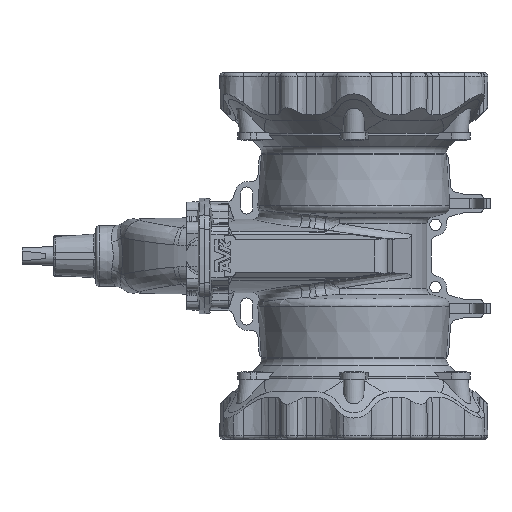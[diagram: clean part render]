
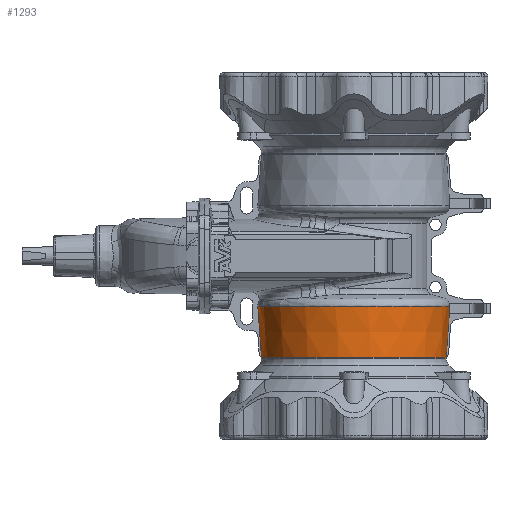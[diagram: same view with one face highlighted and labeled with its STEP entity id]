
A CAD part, left-side view. The second image highlights one B-rep face of the part: STEP entity #1293.
In plain terms, the highlighted conical face has half-angle 4 degrees and reference radius 141.719 mm.
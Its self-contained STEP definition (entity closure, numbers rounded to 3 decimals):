
#1293 = ADVANCED_FACE ( 'NONE', ( #19005 ), #19020, .T. ) ;
#1652 = EDGE_LOOP ( 'NONE', ( #35337, #35338, #35339, #35340, #35341, #35342, #35343, #35344, #35345, #35346 ) ) ;
#4860 = CIRCLE ( 'NONE', #32174, 141.719 ) ;
#4875 = LINE ( 'NONE', #26853, #4880 ) ;
#4879 = CIRCLE ( 'NONE', #32173, 140.955 ) ;
#4880 = VECTOR ( 'NONE', #26856, 1000. ) ;
#4882 = LINE ( 'NONE', #26914, #4886 ) ;
#4886 = VECTOR ( 'NONE', #26917, 1000. ) ;
#5666 = CIRCLE ( 'NONE', #32371, 136.371 ) ;
#7727 = VERTEX_POINT ( 'NONE', #40633 ) ;
#7747 = VERTEX_POINT ( 'NONE', #40653 ) ;
#7799 = VERTEX_POINT ( 'NONE', #40705 ) ;
#7838 = VERTEX_POINT ( 'NONE', #40744 ) ;
#7969 = VERTEX_POINT ( 'NONE', #40875 ) ;
#8023 = VERTEX_POINT ( 'NONE', #40929 ) ;
#8264 = VERTEX_POINT ( 'NONE', #41170 ) ;
#8417 = VERTEX_POINT ( 'NONE', #41323 ) ;
#19005 = FACE_OUTER_BOUND ( 'NONE', #1652, .T. ) ;
#19020 = CONICAL_SURFACE ( 'NONE', #48657, 141.719, 0.07 ) ;
#21928 = VERTEX_POINT ( 'NONE', #42427 ) ;
#21933 = VERTEX_POINT ( 'NONE', #42437 ) ;
#26243 = CARTESIAN_POINT ( 'NONE',  ( 0., 0., -150.552 ) ) ;
#26244 = DIRECTION ( 'NONE',  ( 0., 0., -1. ) ) ;
#26245 = DIRECTION ( 'NONE',  ( 0., 1., 0. ) ) ;
#26764 = EDGE_CURVE ( 'NONE', #21928, #8417, #4875, .T. ) ;
#26766 = EDGE_CURVE ( 'NONE', #8417, #8023, #32637, .T. ) ;
#26768 = EDGE_CURVE ( 'NONE', #7799, #8023, #32638, .T. ) ;
#26770 = EDGE_CURVE ( 'NONE', #7838, #7799, #4879, .T. ) ;
#26771 = EDGE_CURVE ( 'NONE', #7747, #7838, #32639, .T. ) ;
#26774 = EDGE_CURVE ( 'NONE', #7747, #7727, #4860, .T. ) ;
#26776 = EDGE_CURVE ( 'NONE', #7727, #7969, #32640, .T. ) ;
#26778 = EDGE_CURVE ( 'NONE', #7969, #8264, #32641, .T. ) ;
#26780 = EDGE_CURVE ( 'NONE', #21933, #8264, #4882, .T. ) ;
#26843 = CARTESIAN_POINT ( 'NONE',  ( -0.833, -136.477, -149.043 ) ) ;
#26853 = CARTESIAN_POINT ( 'NONE',  ( 0., -141.719, -74.072 ) ) ;
#26855 = CARTESIAN_POINT ( 'NONE',  ( 0., -136.477, -149.043 ) ) ;
#26856 = DIRECTION ( 'NONE',  ( 0., -0.07, 0.998 ) ) ;
#26858 = CARTESIAN_POINT ( 'NONE',  ( -2.5, -140.933, -85. ) ) ;
#26861 = CARTESIAN_POINT ( 'NONE',  ( -2.5, -139.439, -106.354 ) ) ;
#26862 = CARTESIAN_POINT ( 'NONE',  ( -1.667, -136.469, -149.05 ) ) ;
#26864 = CARTESIAN_POINT ( 'NONE',  ( -2.5, -136.452, -149.063 ) ) ;
#26867 = CARTESIAN_POINT ( 'NONE',  ( -2.5, 136.472, -148.788 ) ) ;
#26869 = CARTESIAN_POINT ( 'NONE',  ( -2.5, -137.946, -127.709 ) ) ;
#26871 = CARTESIAN_POINT ( 'NONE',  ( -2.5, -136.452, -149.063 ) ) ;
#26874 = CARTESIAN_POINT ( 'NONE',  ( -10., -141.366, -74.072 ) ) ;
#26876 = CARTESIAN_POINT ( 'NONE',  ( -10., -141.332, -74.556 ) ) ;
#26878 = CARTESIAN_POINT ( 'NONE',  ( 0., 0., -85. ) ) ;
#26879 = DIRECTION ( 'NONE',  ( 0., 0., 1. ) ) ;
#26881 = DIRECTION ( 'NONE',  ( -1., 0., 0. ) ) ;
#26884 = CARTESIAN_POINT ( 'NONE',  ( -10., -141.298, -75.04 ) ) ;
#26885 = CARTESIAN_POINT ( 'NONE',  ( -10., -141.264, -75.524 ) ) ;
#26887 = CARTESIAN_POINT ( 'NONE',  ( -10., -141.043, -78.683 ) ) ;
#26889 = CARTESIAN_POINT ( 'NONE',  ( -10., -140.821, -81.842 ) ) ;
#26891 = CARTESIAN_POINT ( 'NONE',  ( -10., -140.6, -85. ) ) ;
#26894 = CARTESIAN_POINT ( 'NONE',  ( -2.5, 141.697, -74.072 ) ) ;
#26896 = CARTESIAN_POINT ( 'NONE',  ( -2.5, 139.955, -98.977 ) ) ;
#26897 = CARTESIAN_POINT ( 'NONE',  ( 0., 0., -74.072 ) ) ;
#26899 = DIRECTION ( 'NONE',  ( 0., 0., -1. ) ) ;
#26901 = DIRECTION ( 'NONE',  ( 0., 1., 0. ) ) ;
#26903 = CARTESIAN_POINT ( 'NONE',  ( -1.667, 136.488, -148.774 ) ) ;
#26904 = CARTESIAN_POINT ( 'NONE',  ( -2.5, 138.213, -123.883 ) ) ;
#26906 = CARTESIAN_POINT ( 'NONE',  ( -2.5, 136.472, -148.788 ) ) ;
#26910 = CARTESIAN_POINT ( 'NONE',  ( -0.833, 136.496, -148.767 ) ) ;
#26912 = CARTESIAN_POINT ( 'NONE',  ( 0., 136.496, -148.767 ) ) ;
#26914 = CARTESIAN_POINT ( 'NONE',  ( 0., 141.719, -74.072 ) ) ;
#26917 = DIRECTION ( 'NONE',  ( 0., 0.07, 0.998 ) ) ;
#27835 = EDGE_CURVE ( 'NONE', #21928, #21933, #5666, .T. ) ;
#32173 = AXIS2_PLACEMENT_3D ( 'NONE', #26878, #26879, #26881 ) ;
#32174 = AXIS2_PLACEMENT_3D ( 'NONE', #26897, #26899, #26901 ) ;
#32371 = AXIS2_PLACEMENT_3D ( 'NONE', #26243, #26244, #26245 ) ;
#32637 = B_SPLINE_CURVE_WITH_KNOTS ( 'NONE', 3,
 ( #26855, #26843, #26862, #26864 ),
 .UNSPECIFIED., .F., .F.,
 ( 4, 4 ),
 ( 0., 0.003 ),
 .UNSPECIFIED. ) ;
#32638 = B_SPLINE_CURVE_WITH_KNOTS ( 'NONE', 3,
 ( #26858, #26861, #26869, #26871 ),
 .UNSPECIFIED., .F., .F.,
 ( 4, 4 ),
 ( 0.169, 0.233 ),
 .UNSPECIFIED. ) ;
#32639 = B_SPLINE_CURVE_WITH_KNOTS ( 'NONE', 3,
 ( #26874, #26876, #26884, #26885, #26887, #26889, #26891 ),
 .UNSPECIFIED., .F., .F.,
 ( 4, 3, 4 ),
 ( 0.021, 0.022, 0.032 ),
 .UNSPECIFIED. ) ;
#32640 = B_SPLINE_CURVE_WITH_KNOTS ( 'NONE', 3,
 ( #26894, #26896, #26904, #26906 ),
 .UNSPECIFIED., .F., .F.,
 ( 4, 4 ),
 ( 0., 0.075 ),
 .UNSPECIFIED. ) ;
#32641 = B_SPLINE_CURVE_WITH_KNOTS ( 'NONE', 3,
 ( #26867, #26903, #26910, #26912 ),
 .UNSPECIFIED., .F., .F.,
 ( 4, 4 ),
 ( 0., 0.003 ),
 .UNSPECIFIED. ) ;
#35337 = ORIENTED_EDGE ( 'NONE', *, *, #27835, .F. ) ;
#35338 = ORIENTED_EDGE ( 'NONE', *, *, #26764, .T. ) ;
#35339 = ORIENTED_EDGE ( 'NONE', *, *, #26766, .T. ) ;
#35340 = ORIENTED_EDGE ( 'NONE', *, *, #26768, .F. ) ;
#35341 = ORIENTED_EDGE ( 'NONE', *, *, #26770, .F. ) ;
#35342 = ORIENTED_EDGE ( 'NONE', *, *, #26771, .F. ) ;
#35343 = ORIENTED_EDGE ( 'NONE', *, *, #26774, .T. ) ;
#35344 = ORIENTED_EDGE ( 'NONE', *, *, #26776, .T. ) ;
#35345 = ORIENTED_EDGE ( 'NONE', *, *, #26778, .T. ) ;
#35346 = ORIENTED_EDGE ( 'NONE', *, *, #26780, .F. ) ;
#39581 = DIRECTION ( 'NONE',  ( 0., 1., 0. ) ) ;
#39583 = DIRECTION ( 'NONE',  ( 0., 0., 1. ) ) ;
#39585 = CARTESIAN_POINT ( 'NONE',  ( 0., 0., -74.072 ) ) ;
#40633 = CARTESIAN_POINT ( 'NONE',  ( -2.5, 141.697, -74.072 ) ) ;
#40653 = CARTESIAN_POINT ( 'NONE',  ( -10., -141.366, -74.072 ) ) ;
#40705 = CARTESIAN_POINT ( 'NONE',  ( -2.5, -140.933, -85. ) ) ;
#40744 = CARTESIAN_POINT ( 'NONE',  ( -10., -140.6, -85. ) ) ;
#40875 = CARTESIAN_POINT ( 'NONE',  ( -2.5, 136.472, -148.788 ) ) ;
#40929 = CARTESIAN_POINT ( 'NONE',  ( -2.5, -136.452, -149.063 ) ) ;
#41170 = CARTESIAN_POINT ( 'NONE',  ( 0., 136.496, -148.767 ) ) ;
#41323 = CARTESIAN_POINT ( 'NONE',  ( 0., -136.477, -149.043 ) ) ;
#42427 = CARTESIAN_POINT ( 'NONE',  ( 0., -136.371, -150.552 ) ) ;
#42437 = CARTESIAN_POINT ( 'NONE',  ( 0., 136.371, -150.552 ) ) ;
#48657 = AXIS2_PLACEMENT_3D ( 'NONE', #39585, #39583, #39581 ) ;
